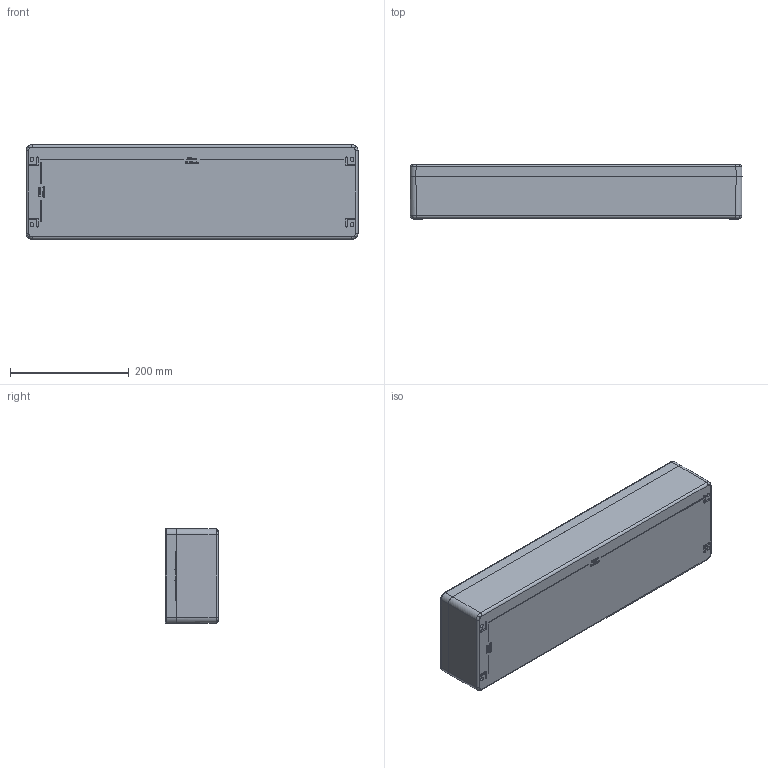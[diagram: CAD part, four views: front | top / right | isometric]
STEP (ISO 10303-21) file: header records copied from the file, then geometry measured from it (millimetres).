
FILE_DESCRIPTION (( 'STEP AP214' ), '1' );
FILE_NAME ('26165609.STEP', '2017-06-08T12:43:29', ( 'Macha' ), ( 'Hewlett-Packard Company' ), 'SwSTEP 2.0', 'SolidWorks 2015', '' );
FILE_SCHEMA (( 'AUTOMOTIVE_DESIGN' ));
Length unit declared in the file: millimetre
Products named in the file (9): 23049-Unterteil; 26165609; 92684; 82015_1410; 93135; 23049-Deckel; 86222; 86224
Assembly tree (23 placements, depth 3):
  26165609
    23049-Unterteil
      23049-Unterteil
      86224  x6
      86222  x6
    23049-Deckel
    93135  x6
    82015_1410
    92684
Bounding box: 560 x 91 x 160 mm (x, y, z)
Volume: 1781651.1 mm3; surface area: 638925.7 mm2
Topology: 22 solids, 22 shells, 2115 faces, 5289 edges, 3320 vertices
Faces by surface type: plane 824, bspline 498, cylinder 376, cone 276, torus 141
Entity records: 74782 total; most frequent: CARTESIAN_POINT 39033, ORIENTED_EDGE 8138, DIRECTION 6180, EDGE_CURVE 4069, VERTEX_POINT 2580, AXIS2_PLACEMENT_3D 2081, LINE 2018, VECTOR 2018
